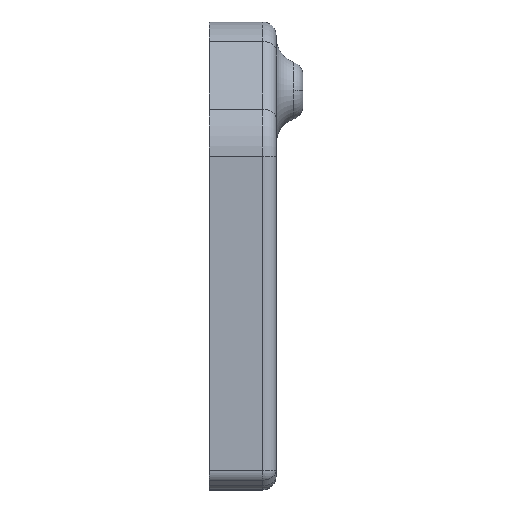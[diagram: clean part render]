
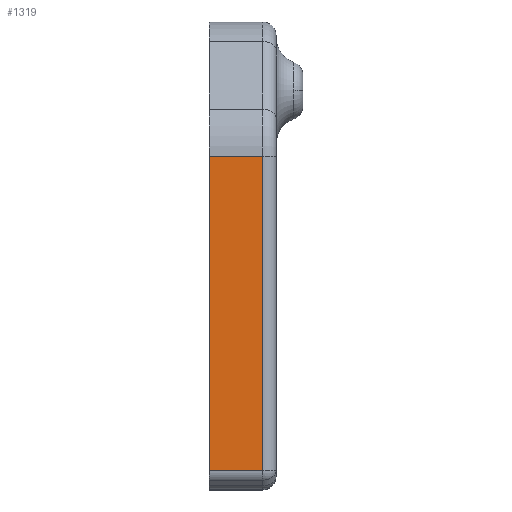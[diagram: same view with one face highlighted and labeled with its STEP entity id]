
A CAD part, top view. The second image highlights one B-rep face of the part: STEP entity #1319.
In plain terms, the highlighted planar face has unit normal (0, 0, 1).
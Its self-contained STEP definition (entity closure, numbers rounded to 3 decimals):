
#122 = DIRECTION ( 'NONE',  ( 0., 1., 0. ) ) ;
#127 = CARTESIAN_POINT ( 'NONE',  ( 5., 24.929, 0. ) ) ;
#247 = PLANE ( 'NONE',  #1579 ) ;
#420 = CARTESIAN_POINT ( 'NONE',  ( 4., 1.414, 0. ) ) ;
#551 = EDGE_CURVE ( 'NONE', #1593, #1207, #583, .T. ) ;
#583 = LINE ( 'NONE', #1772, #1949 ) ;
#645 = DIRECTION ( 'NONE',  ( 0., 0., 1. ) ) ;
#793 = EDGE_CURVE ( 'NONE', #1207, #1505, #2388, .T. ) ;
#915 = CARTESIAN_POINT ( 'NONE',  ( 5., 0., 0. ) ) ;
#981 = VECTOR ( 'NONE', #122, 1000. ) ;
#1123 = LINE ( 'NONE', #127, #1698 ) ;
#1207 = VERTEX_POINT ( 'NONE', #420 ) ;
#1243 = ORIENTED_EDGE ( 'NONE', *, *, #551, .T. ) ;
#1245 = EDGE_CURVE ( 'NONE', #1505, #1801, #1123, .T. ) ;
#1258 = CARTESIAN_POINT ( 'NONE',  ( 0., 1.414, 0. ) ) ;
#1269 = VECTOR ( 'NONE', #2129, 1000. ) ;
#1310 = CARTESIAN_POINT ( 'NONE',  ( 4., 0., 0. ) ) ;
#1319 = ADVANCED_FACE ( 'NONE', ( #2460 ), #247, .T. ) ;
#1481 = LINE ( 'NONE', #1907, #981 ) ;
#1505 = VERTEX_POINT ( 'NONE', #1584 ) ;
#1579 = AXIS2_PLACEMENT_3D ( 'NONE', #915, #645, #2529 ) ;
#1584 = CARTESIAN_POINT ( 'NONE',  ( 4., 24.929, 0. ) ) ;
#1593 = VERTEX_POINT ( 'NONE', #1258 ) ;
#1610 = EDGE_CURVE ( 'NONE', #1593, #1801, #1481, .T. ) ;
#1680 = EDGE_LOOP ( 'NONE', ( #2313, #1243, #2361, #2293 ) ) ;
#1698 = VECTOR ( 'NONE', #2546, 1000. ) ;
#1772 = CARTESIAN_POINT ( 'NONE',  ( 5., 1.414, 0. ) ) ;
#1801 = VERTEX_POINT ( 'NONE', #1920 ) ;
#1907 = CARTESIAN_POINT ( 'NONE',  ( 0., 0., 0. ) ) ;
#1920 = CARTESIAN_POINT ( 'NONE',  ( 0., 24.929, 0. ) ) ;
#1949 = VECTOR ( 'NONE', #2569, 1000. ) ;
#2129 = DIRECTION ( 'NONE',  ( 0., 1., 0. ) ) ;
#2293 = ORIENTED_EDGE ( 'NONE', *, *, #1245, .T. ) ;
#2313 = ORIENTED_EDGE ( 'NONE', *, *, #1610, .F. ) ;
#2361 = ORIENTED_EDGE ( 'NONE', *, *, #793, .T. ) ;
#2388 = LINE ( 'NONE', #1310, #1269 ) ;
#2460 = FACE_OUTER_BOUND ( 'NONE', #1680, .T. ) ;
#2529 = DIRECTION ( 'NONE',  ( 1., 0., 0. ) ) ;
#2546 = DIRECTION ( 'NONE',  ( -1., 0., 0. ) ) ;
#2569 = DIRECTION ( 'NONE',  ( 1., 0., 0. ) ) ;
